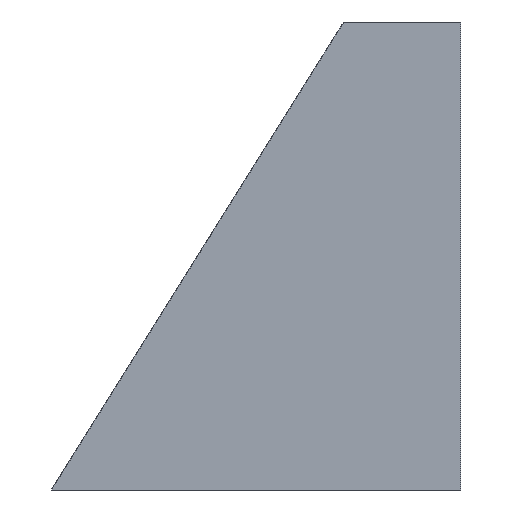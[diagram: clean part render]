
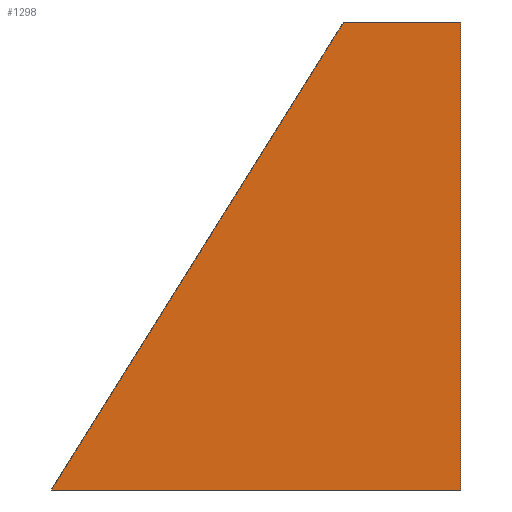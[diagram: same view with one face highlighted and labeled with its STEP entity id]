
A CAD part, front view. The second image highlights one B-rep face of the part: STEP entity #1298.
In plain terms, the highlighted planar face has unit normal (0, -1, 0).
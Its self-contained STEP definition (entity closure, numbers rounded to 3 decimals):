
#66=PLANE('',#1482);
#172=FACE_OUTER_BOUND('',#260,.T.);
#260=EDGE_LOOP('',(#1219,#1220,#1221,#1222));
#301=LINE('',#2134,#391);
#321=LINE('',#2209,#411);
#347=LINE('',#2305,#437);
#349=LINE('',#2308,#439);
#391=VECTOR('',#1697,10.);
#411=VECTOR('',#1783,10.);
#437=VECTOR('',#1893,10.);
#439=VECTOR('',#1897,10.);
#601=VERTEX_POINT('',#2132);
#602=VERTEX_POINT('',#2133);
#623=VERTEX_POINT('',#2207);
#624=VERTEX_POINT('',#2208);
#753=EDGE_CURVE('',#601,#602,#301,.T.);
#789=EDGE_CURVE('',#623,#624,#321,.T.);
#839=EDGE_CURVE('',#624,#601,#347,.T.);
#841=EDGE_CURVE('',#602,#623,#349,.T.);
#1219=ORIENTED_EDGE('',*,*,#753,.F.);
#1220=ORIENTED_EDGE('',*,*,#839,.F.);
#1221=ORIENTED_EDGE('',*,*,#789,.F.);
#1222=ORIENTED_EDGE('',*,*,#841,.F.);
#1298=ADVANCED_FACE('',(#172),#66,.F.);
#1482=AXIS2_PLACEMENT_3D('',#2311,#1901,#1902);
#1697=DIRECTION('',(-1.,0.,0.));
#1783=DIRECTION('',(1.,0.,0.));
#1893=DIRECTION('',(0.,0.,-1.));
#1897=DIRECTION('',(0.53,0.,0.848));
#1901=DIRECTION('center_axis',(0.,1.,0.));
#1902=DIRECTION('ref_axis',(0.,0.,1.));
#2132=CARTESIAN_POINT('',(0.,0.,-40.));
#2133=CARTESIAN_POINT('',(-70.,0.,-40.));
#2134=CARTESIAN_POINT('',(0.,0.,-40.));
#2207=CARTESIAN_POINT('',(-20.,0.,40.));
#2208=CARTESIAN_POINT('',(0.,0.,40.));
#2209=CARTESIAN_POINT('',(-20.,0.,40.));
#2305=CARTESIAN_POINT('',(0.,0.,40.));
#2308=CARTESIAN_POINT('',(-70.,0.,-40.));
#2311=CARTESIAN_POINT('Origin',(-35.,0.,0.));
